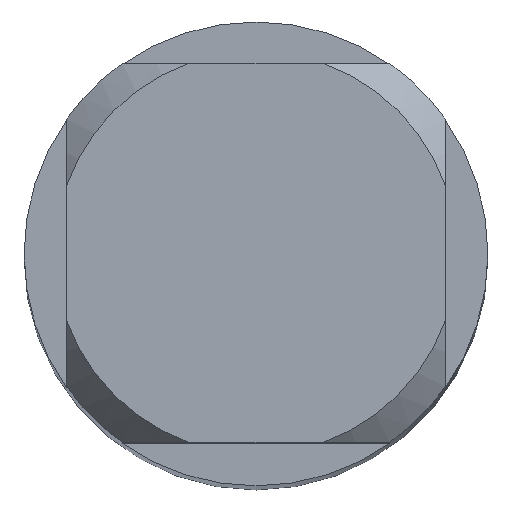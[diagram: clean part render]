
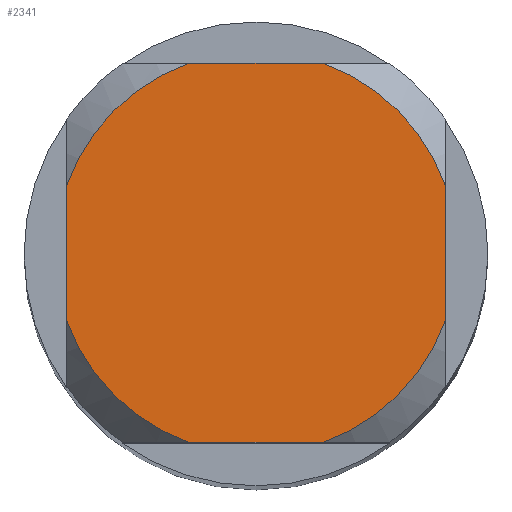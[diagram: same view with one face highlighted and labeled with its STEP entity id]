
A CAD part, top view. The second image highlights one B-rep face of the part: STEP entity #2341.
In plain terms, the highlighted planar face has unit normal (0, 0, 1).
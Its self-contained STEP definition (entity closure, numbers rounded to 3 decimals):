
#2297=VERTEX_POINT('',#5186);
#2341=ADVANCED_FACE('',(#5235),#5236,.T.);
#2441=VERTEX_POINT('',#5346);
#2487=VERTEX_POINT('',#5398);
#2659=EDGE_CURVE('',#2441,#3189,#5586,.T.);
#2751=VERTEX_POINT('',#5689);
#3043=VERTEX_POINT('',#5997);
#3093=EDGE_CURVE('',#3241,#3189,#6051,.T.);
#3165=EDGE_CURVE('',#2441,#2487,#6129,.T.);
#3189=VERTEX_POINT('',#6155);
#3241=VERTEX_POINT('',#6214);
#3293=EDGE_CURVE('',#3043,#2487,#6271,.T.);
#3329=EDGE_CURVE('',#3043,#3593,#6310,.T.);
#3593=VERTEX_POINT('',#6600);
#3823=EDGE_CURVE('',#2297,#3593,#6848,.T.);
#3973=EDGE_CURVE('',#2297,#2751,#7010,.T.);
#4063=EDGE_CURVE('',#3241,#2751,#7105,.T.);
#5186=CARTESIAN_POINT('',(-2.45,0.87,0.0));
#5235=FACE_OUTER_BOUND('',#10291,.T.);
#5236=PLANE('',#10292);
#5346=CARTESIAN_POINT('',(2.45,-0.87,0.0));
#5398=CARTESIAN_POINT('',(2.45,0.87,0.0));
#5586=CIRCLE('',#11195,2.6);
#5689=CARTESIAN_POINT('',(-2.45,-0.87,0.0));
#5997=CARTESIAN_POINT('',(0.87,2.45,0.0));
#6051=LINE('',#12316,#12317);
#6129=LINE('',#12503,#12504);
#6155=CARTESIAN_POINT('',(0.87,-2.45,0.0));
#6214=CARTESIAN_POINT('',(-0.87,-2.45,0.0));
#6271=CIRCLE('',#12747,2.6);
#6310=LINE('',#12854,#12855);
#6600=CARTESIAN_POINT('',(-0.87,2.45,0.0));
#6848=CIRCLE('',#14274,2.6);
#7010=LINE('',#14641,#14642);
#7105=CIRCLE('',#14842,2.6);
#10291=EDGE_LOOP('',(#16477,#16478,#16479,#16480,#16481,#16482,#16483,#16484));
#10292=AXIS2_PLACEMENT_3D('',#16485,#16486,#16487);
#11195=AXIS2_PLACEMENT_3D('',#16858,#16859,#16860);
#12316=CARTESIAN_POINT('',(0.0,-2.45,0.0));
#12317=VECTOR('',#17297,1.0);
#12503=CARTESIAN_POINT('',(2.45,0.65,0.0));
#12504=VECTOR('',#17372,1.0);
#12747=AXIS2_PLACEMENT_3D('',#17531,#17532,#17533);
#12854=CARTESIAN_POINT('',(0.0,2.45,0.0));
#12855=VECTOR('',#17569,1.0);
#14274=AXIS2_PLACEMENT_3D('',#18155,#18156,#18157);
#14641=CARTESIAN_POINT('',(-2.45,0.65,0.0));
#14642=VECTOR('',#18299,1.0);
#14842=AXIS2_PLACEMENT_3D('',#18385,#18386,#18387);
#16477=ORIENTED_EDGE('',*,*,#3973,.T.);
#16478=ORIENTED_EDGE('',*,*,#4063,.F.);
#16479=ORIENTED_EDGE('',*,*,#3093,.T.);
#16480=ORIENTED_EDGE('',*,*,#2659,.F.);
#16481=ORIENTED_EDGE('',*,*,#3165,.T.);
#16482=ORIENTED_EDGE('',*,*,#3293,.F.);
#16483=ORIENTED_EDGE('',*,*,#3329,.T.);
#16484=ORIENTED_EDGE('',*,*,#3823,.F.);
#16485=CARTESIAN_POINT('',(0.0,1.3,0.0));
#16486=DIRECTION('',(-0.0,0.0,1.0));
#16487=DIRECTION('',(0.0,-1.0,0.0));
#16858=CARTESIAN_POINT('',(0.0,0.0,0.0));
#16859=DIRECTION('',(0.0,0.0,-1.0));
#16860=DIRECTION('',(0.0,1.0,0.0));
#17297=DIRECTION('',(1.0,0.0,0.0));
#17372=DIRECTION('',(-0.0,1.0,0.0));
#17531=CARTESIAN_POINT('',(0.0,0.0,0.0));
#17532=DIRECTION('',(0.0,0.0,-1.0));
#17533=DIRECTION('',(0.0,1.0,0.0));
#17569=DIRECTION('',(-1.0,0.0,0.0));
#18155=CARTESIAN_POINT('',(0.0,0.0,0.0));
#18156=DIRECTION('',(0.0,0.0,-1.0));
#18157=DIRECTION('',(0.0,1.0,0.0));
#18299=DIRECTION('',(-0.0,-1.0,0.0));
#18385=CARTESIAN_POINT('',(0.0,0.0,0.0));
#18386=DIRECTION('',(0.0,0.0,-1.0));
#18387=DIRECTION('',(0.0,1.0,0.0));
